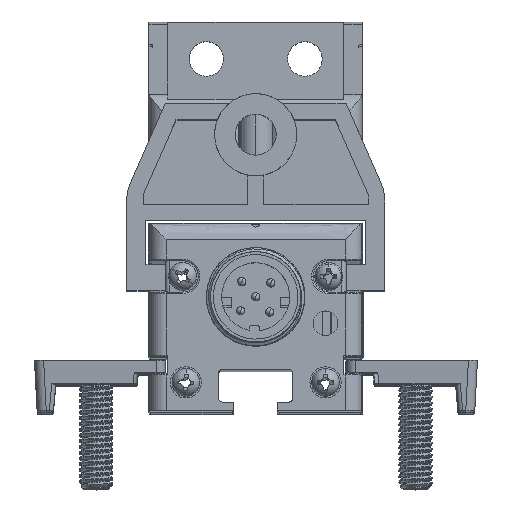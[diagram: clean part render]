
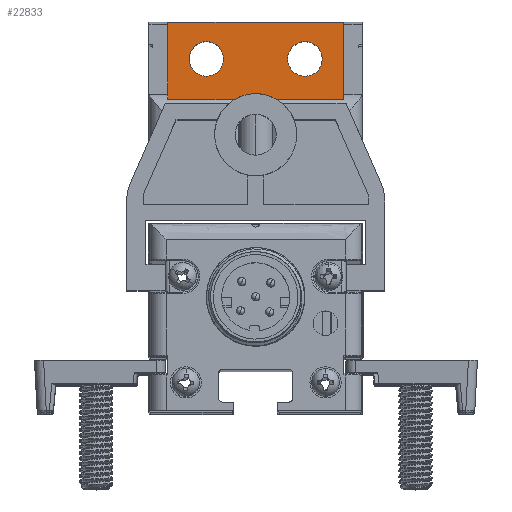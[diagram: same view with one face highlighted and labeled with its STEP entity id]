
A CAD part, top view. The second image highlights one B-rep face of the part: STEP entity #22833.
In plain terms, the highlighted planar face has unit normal (0, 0, 1).
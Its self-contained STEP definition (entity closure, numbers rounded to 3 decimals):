
#281 = LINE ( 'NONE', #18179, #37030 ) ;
#513 = EDGE_LOOP ( 'NONE', ( #60808, #16919 ) ) ;
#1103 = EDGE_CURVE ( 'NONE', #59511, #21851, #281, .T. ) ;
#2087 = EDGE_CURVE ( 'NONE', #21851, #53783, #47929, .T. ) ;
#2562 = PLANE ( 'NONE',  #61818 ) ;
#2789 = CARTESIAN_POINT ( 'NONE',  ( 70.53, 44.485, -4.676 ) ) ;
#3864 = ORIENTED_EDGE ( 'NONE', *, *, #50375, .T. ) ;
#4097 = CARTESIAN_POINT ( 'NONE',  ( 53.63, 49.485, -4.676 ) ) ;
#5526 = CIRCLE ( 'NONE', #61629, 2.1 ) ;
#5983 = CARTESIAN_POINT ( 'NONE',  ( 46.83, 53.91, -4.676 ) ) ;
#6942 = CARTESIAN_POINT ( 'NONE',  ( 41.83, 53.91, -4.676 ) ) ;
#7759 = AXIS2_PLACEMENT_3D ( 'NONE', #31889, #27233, #47267 ) ;
#8705 = VERTEX_POINT ( 'NONE', #11891 ) ;
#10117 = ORIENTED_EDGE ( 'NONE', *, *, #2087, .T. ) ;
#10480 = DIRECTION ( 'NONE',  ( 0., 0., 1. ) ) ;
#10705 = CARTESIAN_POINT ( 'NONE',  ( 51.53, 49.485, -4.676 ) ) ;
#11681 = EDGE_CURVE ( 'NONE', #8705, #55100, #43324, .T. ) ;
#11699 = CARTESIAN_POINT ( 'NONE',  ( 70.53, 44.485, -4.676 ) ) ;
#11746 = VERTEX_POINT ( 'NONE', #4097 ) ;
#11862 = CIRCLE ( 'NONE', #43153, 2.1 ) ;
#11891 = CARTESIAN_POINT ( 'NONE',  ( 65.63, 49.485, -4.676 ) ) ;
#11925 = FACE_BOUND ( 'NONE', #20342, .T. ) ;
#12160 = DIRECTION ( 'NONE',  ( 0., 0., 1. ) ) ;
#12843 = DIRECTION ( 'NONE',  ( 0., 1., 0. ) ) ;
#13165 = ORIENTED_EDGE ( 'NONE', *, *, #63410, .F. ) ;
#14890 = DIRECTION ( 'NONE',  ( 0., -1., 0. ) ) ;
#16011 = ORIENTED_EDGE ( 'NONE', *, *, #1103, .T. ) ;
#16919 = ORIENTED_EDGE ( 'NONE', *, *, #60989, .F. ) ;
#17491 = FACE_BOUND ( 'NONE', #513, .T. ) ;
#18022 = ORIENTED_EDGE ( 'NONE', *, *, #11681, .F. ) ;
#18179 = CARTESIAN_POINT ( 'NONE',  ( 68.23, 53.985, -4.676 ) ) ;
#18551 = DIRECTION ( 'NONE',  ( -1., 0., 0. ) ) ;
#19042 = CARTESIAN_POINT ( 'NONE',  ( 68.23, 53.91, -4.676 ) ) ;
#19235 = DIRECTION ( 'NONE',  ( 1., 0., 0. ) ) ;
#20342 = EDGE_LOOP ( 'NONE', ( #13165, #18022 ) ) ;
#21851 = VERTEX_POINT ( 'NONE', #19042 ) ;
#22756 = DIRECTION ( 'NONE',  ( -1., 0., 0. ) ) ;
#22833 = ADVANCED_FACE ( 'NONE', ( #17491, #11925, #27863 ), #2562, .T. ) ;
#22965 = EDGE_CURVE ( 'NONE', #64133, #11746, #11862, .T. ) ;
#23109 = CARTESIAN_POINT ( 'NONE',  ( 49.43, 49.485, -4.676 ) ) ;
#23572 = LINE ( 'NONE', #30285, #45916 ) ;
#27233 = DIRECTION ( 'NONE',  ( 0., 0., 1. ) ) ;
#27863 = FACE_OUTER_BOUND ( 'NONE', #60460, .T. ) ;
#30285 = CARTESIAN_POINT ( 'NONE',  ( 46.83, 53.985, -4.676 ) ) ;
#31889 = CARTESIAN_POINT ( 'NONE',  ( 63.53, 49.485, -4.676 ) ) ;
#32654 = EDGE_CURVE ( 'NONE', #59511, #37290, #45316, .T. ) ;
#33039 = ORIENTED_EDGE ( 'NONE', *, *, #32654, .F. ) ;
#33651 = CARTESIAN_POINT ( 'NONE',  ( 61.43, 49.485, -4.676 ) ) ;
#34440 = DIRECTION ( 'NONE',  ( 0., 0., 1. ) ) ;
#37030 = VECTOR ( 'NONE', #12843, 1000. ) ;
#37290 = VERTEX_POINT ( 'NONE', #40883 ) ;
#40883 = CARTESIAN_POINT ( 'NONE',  ( 46.83, 44.485, -4.676 ) ) ;
#42512 = CIRCLE ( 'NONE', #7759, 2.1 ) ;
#43153 = AXIS2_PLACEMENT_3D ( 'NONE', #10705, #10480, #46155 ) ;
#43324 = CIRCLE ( 'NONE', #65045, 2.1 ) ;
#44654 = CARTESIAN_POINT ( 'NONE',  ( 68.23, 44.485, -4.676 ) ) ;
#45275 = DIRECTION ( 'NONE',  ( 0., 0., 1. ) ) ;
#45316 = LINE ( 'NONE', #11699, #52410 ) ;
#45916 = VECTOR ( 'NONE', #14890, 1000. ) ;
#46155 = DIRECTION ( 'NONE',  ( 1., 0., 0. ) ) ;
#47267 = DIRECTION ( 'NONE',  ( 1., 0., 0. ) ) ;
#47929 = LINE ( 'NONE', #6942, #55866 ) ;
#48031 = DIRECTION ( 'NONE',  ( 1., 0., 0. ) ) ;
#49564 = CARTESIAN_POINT ( 'NONE',  ( 63.53, 49.485, -4.676 ) ) ;
#50375 = EDGE_CURVE ( 'NONE', #53783, #37290, #23572, .T. ) ;
#52410 = VECTOR ( 'NONE', #18551, 1000. ) ;
#53783 = VERTEX_POINT ( 'NONE', #5983 ) ;
#55009 = CARTESIAN_POINT ( 'NONE',  ( 51.53, 49.485, -4.676 ) ) ;
#55100 = VERTEX_POINT ( 'NONE', #33651 ) ;
#55866 = VECTOR ( 'NONE', #22756, 1000. ) ;
#59511 = VERTEX_POINT ( 'NONE', #44654 ) ;
#59703 = DIRECTION ( 'NONE',  ( 1., 0., 0. ) ) ;
#60460 = EDGE_LOOP ( 'NONE', ( #16011, #10117, #3864, #33039 ) ) ;
#60808 = ORIENTED_EDGE ( 'NONE', *, *, #22965, .F. ) ;
#60989 = EDGE_CURVE ( 'NONE', #11746, #64133, #5526, .T. ) ;
#61629 = AXIS2_PLACEMENT_3D ( 'NONE', #55009, #45275, #59703 ) ;
#61818 = AXIS2_PLACEMENT_3D ( 'NONE', #2789, #12160, #48031 ) ;
#63410 = EDGE_CURVE ( 'NONE', #55100, #8705, #42512, .T. ) ;
#64133 = VERTEX_POINT ( 'NONE', #23109 ) ;
#65045 = AXIS2_PLACEMENT_3D ( 'NONE', #49564, #34440, #19235 ) ;
